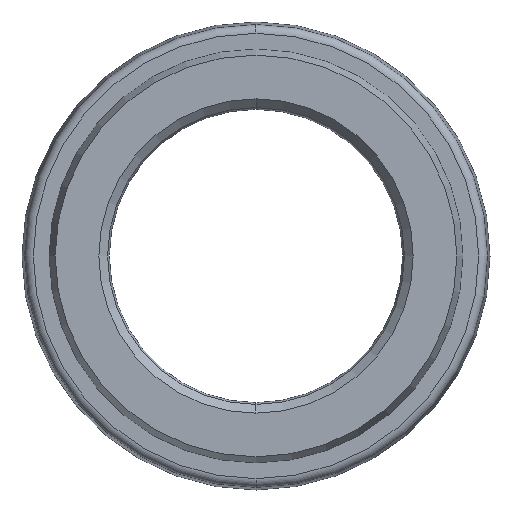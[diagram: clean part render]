
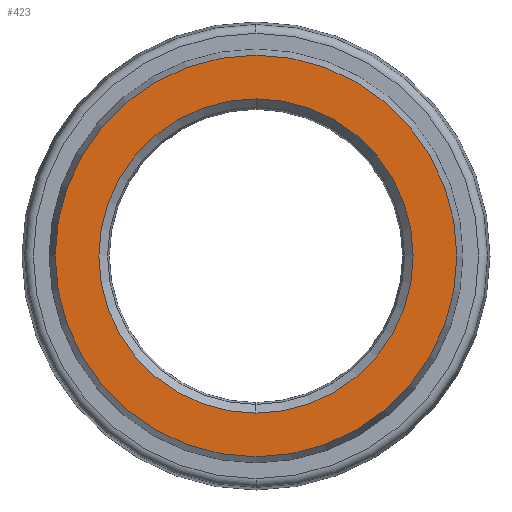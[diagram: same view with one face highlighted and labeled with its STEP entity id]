
A CAD part, left-side view. The second image highlights one B-rep face of the part: STEP entity #423.
In plain terms, the highlighted planar face has unit normal (-1, 0, 0).
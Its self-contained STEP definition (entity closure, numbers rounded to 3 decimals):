
#49 = DIRECTION ( 'NONE',  ( 1., 0., 0. ) ) ;
#53 = DIRECTION ( 'NONE',  ( 0., 0., -1. ) ) ;
#75 = CARTESIAN_POINT ( 'NONE',  ( 0., 8.5, 0. ) ) ;
#85 = PLANE ( 'NONE',  #870 ) ;
#98 = DIRECTION ( 'NONE',  ( -1., 0., 0. ) ) ;
#102 = CARTESIAN_POINT ( 'NONE',  ( 0., 0., 0. ) ) ;
#105 = DIRECTION ( 'NONE',  ( 0., 0., -1. ) ) ;
#107 = DIRECTION ( 'NONE',  ( 1., 0., 0. ) ) ;
#112 = CARTESIAN_POINT ( 'NONE',  ( 0., 0., 0. ) ) ;
#129 = DIRECTION ( 'NONE',  ( 0., 0., 1. ) ) ;
#170 = DIRECTION ( 'NONE',  ( 0., 0., -1. ) ) ;
#177 = CARTESIAN_POINT ( 'NONE',  ( 0., 0., 0. ) ) ;
#194 = DIRECTION ( 'NONE',  ( 1., 0., 0. ) ) ;
#214 = DIRECTION ( 'NONE',  ( 0., 0., 1. ) ) ;
#230 = DIRECTION ( 'NONE',  ( -1., 0., 0. ) ) ;
#244 = CARTESIAN_POINT ( 'NONE',  ( 0., 0., 0. ) ) ;
#257 = CARTESIAN_POINT ( 'NONE',  ( 0., 0., 9. ) ) ;
#282 = CARTESIAN_POINT ( 'NONE',  ( 0., 0., -11.5 ) ) ;
#293 = CARTESIAN_POINT ( 'NONE',  ( 0., 0., 11.5 ) ) ;
#318 = CARTESIAN_POINT ( 'NONE',  ( 0., 0., -9. ) ) ;
#423 = ADVANCED_FACE ( 'NONE', ( #643, #625 ), #85, .F. ) ;
#438 = EDGE_CURVE ( 'NONE', #1083, #1090, #649, .T. ) ;
#441 = EDGE_CURVE ( 'NONE', #1111, #1087, #657, .T. ) ;
#625 = FACE_OUTER_BOUND ( 'NONE', #1056, .T. ) ;
#643 = FACE_BOUND ( 'NONE', #1051, .T. ) ;
#649 = CIRCLE ( 'NONE', #892, 11.5 ) ;
#657 = CIRCLE ( 'NONE', #875, 9. ) ;
#695 = CIRCLE ( 'NONE', #886, 9. ) ;
#728 = CIRCLE ( 'NONE', #860, 11.5 ) ;
#758 = ORIENTED_EDGE ( 'NONE', *, *, #438, .T. ) ;
#763 = ORIENTED_EDGE ( 'NONE', *, *, #921, .T. ) ;
#766 = ORIENTED_EDGE ( 'NONE', *, *, #941, .T. ) ;
#775 = ORIENTED_EDGE ( 'NONE', *, *, #441, .T. ) ;
#860 = AXIS2_PLACEMENT_3D ( 'NONE', #244, #230, #214 ) ;
#870 = AXIS2_PLACEMENT_3D ( 'NONE', #75, #49, #53 ) ;
#875 = AXIS2_PLACEMENT_3D ( 'NONE', #112, #107, #105 ) ;
#886 = AXIS2_PLACEMENT_3D ( 'NONE', #177, #194, #170 ) ;
#892 = AXIS2_PLACEMENT_3D ( 'NONE', #102, #98, #129 ) ;
#921 = EDGE_CURVE ( 'NONE', #1087, #1111, #695, .T. ) ;
#941 = EDGE_CURVE ( 'NONE', #1090, #1083, #728, .T. ) ;
#1051 = EDGE_LOOP ( 'NONE', ( #763, #775 ) ) ;
#1056 = EDGE_LOOP ( 'NONE', ( #758, #766 ) ) ;
#1083 = VERTEX_POINT ( 'NONE', #282 ) ;
#1087 = VERTEX_POINT ( 'NONE', #257 ) ;
#1090 = VERTEX_POINT ( 'NONE', #293 ) ;
#1111 = VERTEX_POINT ( 'NONE', #318 ) ;
